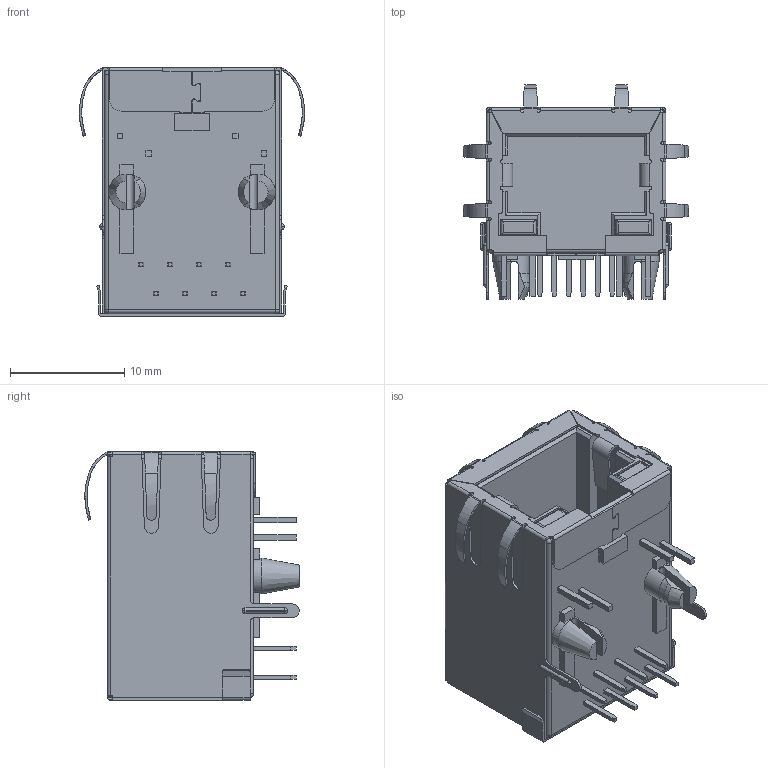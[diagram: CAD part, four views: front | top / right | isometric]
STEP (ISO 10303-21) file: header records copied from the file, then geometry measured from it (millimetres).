
FILE_DESCRIPTION (( 'STEP AP214' ), '1' );
FILE_NAME ('RJMG1BD3B8K1ANR.STEP', '2018-11-07T08:57:17', ( '' ), ( '' ), 'SwSTEP 2.0', 'SolidWorks 2017', '' );
FILE_SCHEMA (( 'AUTOMOTIVE_DESIGN' ));
Length unit declared in the file: millimetre
Products named in the file (1): RJMG1BD3B8K1ANR
Bounding box: 19.75 x 18.8 x 21.78 mm (x, y, z)
Volume: 2828.5 mm3; surface area: 4955.2 mm2
Topology: 19 solids, 19 shells, 672 faces, 1709 edges, 1056 vertices
Faces by surface type: plane 434, cylinder 216, torus 8, sphere 8, cone 6
Entity records: 20238 total; most frequent: CARTESIAN_POINT 3962, ORIENTED_EDGE 3402, DIRECTION 3287, EDGE_CURVE 1701, LINE 1185, VECTOR 1185, VERTEX_POINT 1056, AXIS2_PLACEMENT_3D 1051
